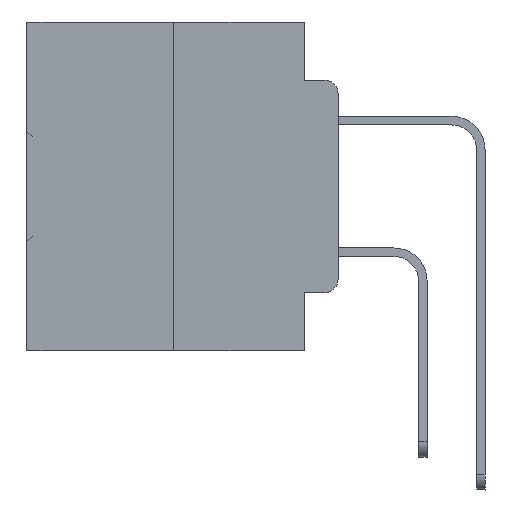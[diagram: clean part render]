
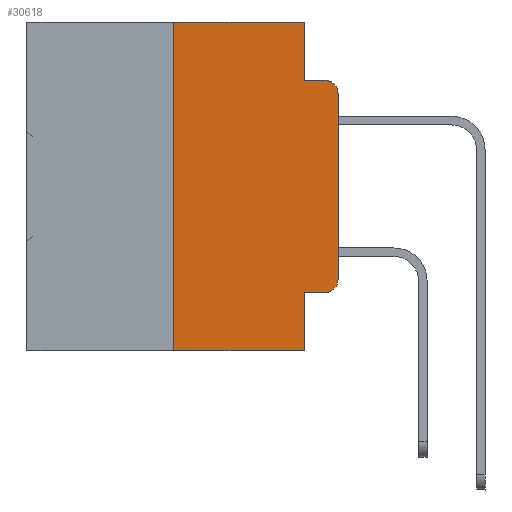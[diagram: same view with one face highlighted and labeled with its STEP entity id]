
A CAD part, left-side view. The second image highlights one B-rep face of the part: STEP entity #30618.
In plain terms, the highlighted planar face has unit normal (-1, 0, 0).
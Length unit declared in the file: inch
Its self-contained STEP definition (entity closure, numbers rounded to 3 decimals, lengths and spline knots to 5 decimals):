
#237 = VERTEX_POINT ( 'NONE', #19421 ) ;
#247 = VERTEX_POINT ( 'NONE', #10745 ) ;
#410 = VERTEX_POINT ( 'NONE', #12037 ) ;
#780 = CARTESIAN_POINT ( 'NONE',  ( 0., 0.051, 0. ) ) ;
#2193 = VECTOR ( 'NONE', #24119, 39.37008 ) ;
#2382 = EDGE_CURVE ( 'NONE', #5549, #247, #7775, .T. ) ;
#2555 = VECTOR ( 'NONE', #31327, 39.37008 ) ;
#3096 = DIRECTION ( 'NONE',  ( 0., 0., -1. ) ) ;
#3277 = CARTESIAN_POINT ( 'NONE',  ( 0., 0.051, 0. ) ) ;
#3955 = EDGE_CURVE ( 'NONE', #36271, #4268, #17810, .T. ) ;
#4043 = CARTESIAN_POINT ( 'NONE',  ( 0., 0.25, 0. ) ) ;
#4268 = VERTEX_POINT ( 'NONE', #15302 ) ;
#4963 = CARTESIAN_POINT ( 'NONE',  ( 0., 0.473, -0.5 ) ) ;
#5077 = ORIENTED_EDGE ( 'NONE', *, *, #30067, .F. ) ;
#5326 = DIRECTION ( 'NONE',  ( -1., 0., 0. ) ) ;
#5354 = VERTEX_POINT ( 'NONE', #5830 ) ;
#5361 = AXIS2_PLACEMENT_3D ( 'NONE', #36472, #5326, #16885 ) ;
#5465 = DIRECTION ( 'NONE',  ( 0., -1., 0. ) ) ;
#5484 = ORIENTED_EDGE ( 'NONE', *, *, #9171, .F. ) ;
#5549 = VERTEX_POINT ( 'NONE', #20575 ) ;
#5701 = DIRECTION ( 'NONE',  ( 0., -1., 0. ) ) ;
#5830 = CARTESIAN_POINT ( 'NONE',  ( 0., 0.25, -0.5 ) ) ;
#6386 = EDGE_CURVE ( 'NONE', #19236, #237, #15395, .T. ) ;
#7446 = DIRECTION ( 'NONE',  ( 0., 0., 1. ) ) ;
#7714 = EDGE_CURVE ( 'NONE', #5354, #237, #30855, .T. ) ;
#7775 = CIRCLE ( 'NONE', #5361, 0.02 ) ;
#8015 = VECTOR ( 'NONE', #16414, 39.37008 ) ;
#8635 = ORIENTED_EDGE ( 'NONE', *, *, #3955, .F. ) ;
#8781 = EDGE_CURVE ( 'NONE', #247, #410, #8847, .T. ) ;
#8847 = LINE ( 'NONE', #20377, #2555 ) ;
#9171 = EDGE_CURVE ( 'NONE', #23232, #36271, #30928, .T. ) ;
#9659 = CARTESIAN_POINT ( 'NONE',  ( 0., 0.02, -0.1085 ) ) ;
#10125 = AXIS2_PLACEMENT_3D ( 'NONE', #19620, #22631, #26019 ) ;
#10183 = CARTESIAN_POINT ( 'NONE',  ( 0., 0.473, 0. ) ) ;
#10678 = VERTEX_POINT ( 'NONE', #24293 ) ;
#10745 = CARTESIAN_POINT ( 'NONE',  ( 0., 0., -0.3915 ) ) ;
#12037 = CARTESIAN_POINT ( 'NONE',  ( 0., 0., -0.1085 ) ) ;
#12335 = DIRECTION ( 'NONE',  ( 0., 0., -1. ) ) ;
#12625 = CARTESIAN_POINT ( 'NONE',  ( 0., 0.051, -0.4115 ) ) ;
#13086 = EDGE_CURVE ( 'NONE', #410, #10678, #25629, .T. ) ;
#13945 = ORIENTED_EDGE ( 'NONE', *, *, #33421, .F. ) ;
#13980 = PLANE ( 'NONE',  #10125 ) ;
#15302 = CARTESIAN_POINT ( 'NONE',  ( 0., 0.051, -0.0885 ) ) ;
#15395 = LINE ( 'NONE', #3277, #18740 ) ;
#16414 = DIRECTION ( 'NONE',  ( 0., -1., 0. ) ) ;
#16885 = DIRECTION ( 'NONE',  ( 0., 0., -1. ) ) ;
#17810 = LINE ( 'NONE', #780, #26930 ) ;
#18740 = VECTOR ( 'NONE', #3096, 39.37008 ) ;
#18905 = CARTESIAN_POINT ( 'NONE',  ( 0., 0.051, -0.4115 ) ) ;
#19081 = ORIENTED_EDGE ( 'NONE', *, *, #13086, .T. ) ;
#19236 = VERTEX_POINT ( 'NONE', #18905 ) ;
#19421 = CARTESIAN_POINT ( 'NONE',  ( 0., 0.051, -0.5 ) ) ;
#19620 = CARTESIAN_POINT ( 'NONE',  ( 0., 0.473, 0. ) ) ;
#20377 = CARTESIAN_POINT ( 'NONE',  ( 0., 0., 0. ) ) ;
#20575 = CARTESIAN_POINT ( 'NONE',  ( 0., 0.02, -0.4115 ) ) ;
#20856 = CARTESIAN_POINT ( 'NONE',  ( 0., 0.25, 0. ) ) ;
#21179 = DIRECTION ( 'NONE',  ( -1., 0., 0. ) ) ;
#21550 = DIRECTION ( 'NONE',  ( 0., 0., -1. ) ) ;
#22631 = DIRECTION ( 'NONE',  ( 1., 0., 0. ) ) ;
#22643 = AXIS2_PLACEMENT_3D ( 'NONE', #9659, #21179, #21550 ) ;
#23232 = VERTEX_POINT ( 'NONE', #20856 ) ;
#23378 = FACE_OUTER_BOUND ( 'NONE', #24506, .T. ) ;
#23933 = LINE ( 'NONE', #12625, #2193 ) ;
#24119 = DIRECTION ( 'NONE',  ( 0., -1., 0. ) ) ;
#24293 = CARTESIAN_POINT ( 'NONE',  ( 0., 0.02, -0.0885 ) ) ;
#24506 = EDGE_LOOP ( 'NONE', ( #35739, #19081, #13945, #8635, #5484, #5077, #28098, #33292, #26269, #32148 ) ) ;
#25629 = CIRCLE ( 'NONE', #22643, 0.02 ) ;
#26019 = DIRECTION ( 'NONE',  ( 0., 0., -1. ) ) ;
#26226 = CARTESIAN_POINT ( 'NONE',  ( 0., 0.051, -0.0885 ) ) ;
#26269 = ORIENTED_EDGE ( 'NONE', *, *, #35265, .T. ) ;
#26930 = VECTOR ( 'NONE', #12335, 39.37008 ) ;
#28098 = ORIENTED_EDGE ( 'NONE', *, *, #7714, .T. ) ;
#30067 = EDGE_CURVE ( 'NONE', #5354, #23232, #35567, .T. ) ;
#30232 = VECTOR ( 'NONE', #5701, 39.37008 ) ;
#30618 = ADVANCED_FACE ( 'NONE', ( #23378 ), #13980, .F. ) ;
#30855 = LINE ( 'NONE', #4963, #30232 ) ;
#30928 = LINE ( 'NONE', #10183, #8015 ) ;
#31327 = DIRECTION ( 'NONE',  ( 0., 0., 1. ) ) ;
#31897 = LINE ( 'NONE', #26226, #35937 ) ;
#32148 = ORIENTED_EDGE ( 'NONE', *, *, #2382, .T. ) ;
#33292 = ORIENTED_EDGE ( 'NONE', *, *, #6386, .F. ) ;
#33320 = CARTESIAN_POINT ( 'NONE',  ( 0., 0.051, 0. ) ) ;
#33421 = EDGE_CURVE ( 'NONE', #4268, #10678, #31897, .T. ) ;
#35265 = EDGE_CURVE ( 'NONE', #19236, #5549, #23933, .T. ) ;
#35567 = LINE ( 'NONE', #4043, #36566 ) ;
#35739 = ORIENTED_EDGE ( 'NONE', *, *, #8781, .T. ) ;
#35937 = VECTOR ( 'NONE', #5465, 39.37008 ) ;
#36271 = VERTEX_POINT ( 'NONE', #33320 ) ;
#36472 = CARTESIAN_POINT ( 'NONE',  ( 0., 0.02, -0.3915 ) ) ;
#36566 = VECTOR ( 'NONE', #7446, 39.37008 ) ;
